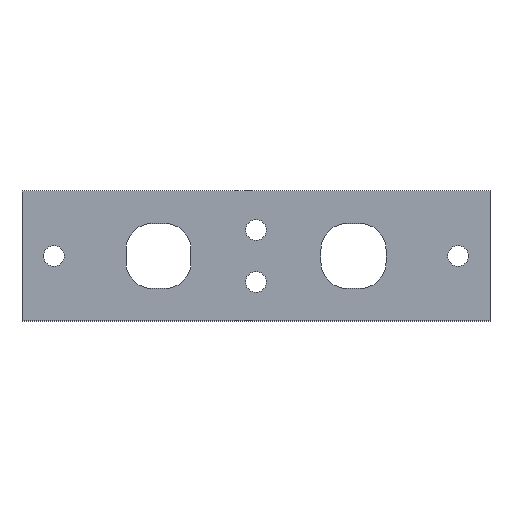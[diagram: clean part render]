
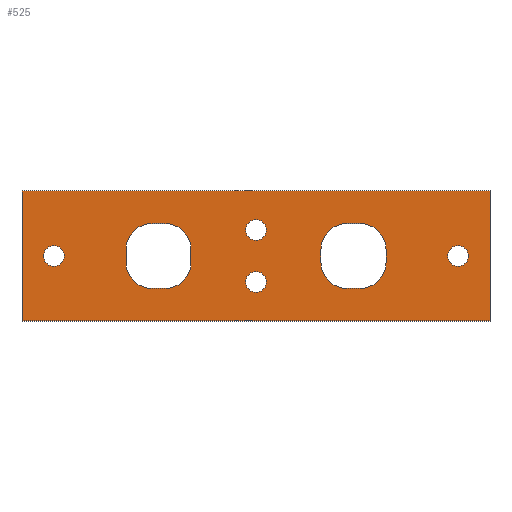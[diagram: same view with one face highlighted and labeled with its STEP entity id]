
A CAD part, top view. The second image highlights one B-rep face of the part: STEP entity #525.
In plain terms, the highlighted planar face has unit normal (0, 0, 1).
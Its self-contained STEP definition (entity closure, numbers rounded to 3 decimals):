
#15=FACE_BOUND('',#92,.T.);
#16=FACE_BOUND('',#93,.T.);
#17=FACE_BOUND('',#94,.T.);
#18=FACE_BOUND('',#95,.T.);
#19=FACE_BOUND('',#96,.T.);
#20=FACE_BOUND('',#97,.T.);
#39=PLANE('',#598);
#65=FACE_OUTER_BOUND('',#91,.T.);
#91=EDGE_LOOP('',(#441,#442,#443,#444));
#92=EDGE_LOOP('',(#445,#446,#447,#448,#449,#450,#451,#452));
#93=EDGE_LOOP('',(#453,#454,#455,#456,#457,#458,#459,#460));
#94=EDGE_LOOP('',(#461));
#95=EDGE_LOOP('',(#462));
#96=EDGE_LOOP('',(#463));
#97=EDGE_LOOP('',(#464));
#107=LINE('',#762,#155);
#111=LINE('',#774,#159);
#115=LINE('',#786,#163);
#119=LINE('',#797,#167);
#123=LINE('',#810,#171);
#127=LINE('',#822,#175);
#131=LINE('',#834,#179);
#135=LINE('',#845,#183);
#141=LINE('',#874,#189);
#145=LINE('',#882,#193);
#148=LINE('',#888,#196);
#151=LINE('',#893,#199);
#155=VECTOR('',#612,10.);
#159=VECTOR('',#624,10.);
#163=VECTOR('',#636,10.);
#167=VECTOR('',#648,10.);
#171=VECTOR('',#660,10.);
#175=VECTOR('',#672,10.);
#179=VECTOR('',#684,10.);
#183=VECTOR('',#696,10.);
#189=VECTOR('',#728,10.);
#193=VECTOR('',#734,10.);
#196=VECTOR('',#739,10.);
#199=VECTOR('',#744,10.);
#201=CIRCLE('',#551,4.);
#203=CIRCLE('',#555,4.);
#205=CIRCLE('',#559,4.);
#207=CIRCLE('',#563,4.);
#209=CIRCLE('',#567,4.);
#211=CIRCLE('',#571,4.);
#213=CIRCLE('',#575,4.);
#215=CIRCLE('',#579,4.);
#218=CIRCLE('',#584,1.6);
#220=CIRCLE('',#587,1.6);
#222=CIRCLE('',#590,1.6);
#224=CIRCLE('',#593,1.6);
#225=VERTEX_POINT('',#752);
#226=VERTEX_POINT('',#753);
#229=VERTEX_POINT('',#761);
#231=VERTEX_POINT('',#767);
#233=VERTEX_POINT('',#773);
#235=VERTEX_POINT('',#779);
#237=VERTEX_POINT('',#785);
#239=VERTEX_POINT('',#791);
#241=VERTEX_POINT('',#800);
#242=VERTEX_POINT('',#801);
#245=VERTEX_POINT('',#809);
#247=VERTEX_POINT('',#815);
#249=VERTEX_POINT('',#821);
#251=VERTEX_POINT('',#827);
#253=VERTEX_POINT('',#833);
#255=VERTEX_POINT('',#839);
#258=VERTEX_POINT('',#850);
#260=VERTEX_POINT('',#856);
#262=VERTEX_POINT('',#862);
#264=VERTEX_POINT('',#868);
#265=VERTEX_POINT('',#872);
#266=VERTEX_POINT('',#873);
#269=VERTEX_POINT('',#881);
#271=VERTEX_POINT('',#887);
#273=EDGE_CURVE('',#225,#226,#201,.T.);
#277=EDGE_CURVE('',#229,#225,#107,.T.);
#280=EDGE_CURVE('',#231,#229,#203,.T.);
#283=EDGE_CURVE('',#233,#231,#111,.T.);
#286=EDGE_CURVE('',#235,#233,#205,.T.);
#289=EDGE_CURVE('',#237,#235,#115,.T.);
#292=EDGE_CURVE('',#239,#237,#207,.T.);
#295=EDGE_CURVE('',#226,#239,#119,.T.);
#297=EDGE_CURVE('',#241,#242,#209,.T.);
#301=EDGE_CURVE('',#245,#241,#123,.T.);
#304=EDGE_CURVE('',#247,#245,#211,.T.);
#307=EDGE_CURVE('',#249,#247,#127,.T.);
#310=EDGE_CURVE('',#251,#249,#213,.T.);
#313=EDGE_CURVE('',#253,#251,#131,.T.);
#316=EDGE_CURVE('',#255,#253,#215,.T.);
#319=EDGE_CURVE('',#242,#255,#135,.T.);
#323=EDGE_CURVE('',#258,#258,#218,.T.);
#326=EDGE_CURVE('',#260,#260,#220,.T.);
#329=EDGE_CURVE('',#262,#262,#222,.T.);
#332=EDGE_CURVE('',#264,#264,#224,.T.);
#333=EDGE_CURVE('',#265,#266,#141,.T.);
#337=EDGE_CURVE('',#266,#269,#145,.T.);
#340=EDGE_CURVE('',#269,#271,#148,.T.);
#343=EDGE_CURVE('',#271,#265,#151,.T.);
#441=ORIENTED_EDGE('',*,*,#333,.F.);
#442=ORIENTED_EDGE('',*,*,#343,.F.);
#443=ORIENTED_EDGE('',*,*,#340,.F.);
#444=ORIENTED_EDGE('',*,*,#337,.F.);
#445=ORIENTED_EDGE('',*,*,#273,.T.);
#446=ORIENTED_EDGE('',*,*,#295,.T.);
#447=ORIENTED_EDGE('',*,*,#292,.T.);
#448=ORIENTED_EDGE('',*,*,#289,.T.);
#449=ORIENTED_EDGE('',*,*,#286,.T.);
#450=ORIENTED_EDGE('',*,*,#283,.T.);
#451=ORIENTED_EDGE('',*,*,#280,.T.);
#452=ORIENTED_EDGE('',*,*,#277,.T.);
#453=ORIENTED_EDGE('',*,*,#297,.T.);
#454=ORIENTED_EDGE('',*,*,#319,.T.);
#455=ORIENTED_EDGE('',*,*,#316,.T.);
#456=ORIENTED_EDGE('',*,*,#313,.T.);
#457=ORIENTED_EDGE('',*,*,#310,.T.);
#458=ORIENTED_EDGE('',*,*,#307,.T.);
#459=ORIENTED_EDGE('',*,*,#304,.T.);
#460=ORIENTED_EDGE('',*,*,#301,.T.);
#461=ORIENTED_EDGE('',*,*,#323,.T.);
#462=ORIENTED_EDGE('',*,*,#326,.T.);
#463=ORIENTED_EDGE('',*,*,#329,.T.);
#464=ORIENTED_EDGE('',*,*,#332,.T.);
#525=ADVANCED_FACE('',(#65,#15,#16,#17,#18,#19,#20),#39,.T.);
#551=AXIS2_PLACEMENT_3D('',#754,#604,#605);
#555=AXIS2_PLACEMENT_3D('',#768,#617,#618);
#559=AXIS2_PLACEMENT_3D('',#780,#629,#630);
#563=AXIS2_PLACEMENT_3D('',#792,#641,#642);
#567=AXIS2_PLACEMENT_3D('',#802,#652,#653);
#571=AXIS2_PLACEMENT_3D('',#816,#665,#666);
#575=AXIS2_PLACEMENT_3D('',#828,#677,#678);
#579=AXIS2_PLACEMENT_3D('',#840,#689,#690);
#584=AXIS2_PLACEMENT_3D('',#852,#703,#704);
#587=AXIS2_PLACEMENT_3D('',#858,#710,#711);
#590=AXIS2_PLACEMENT_3D('',#864,#717,#718);
#593=AXIS2_PLACEMENT_3D('',#870,#724,#725);
#598=AXIS2_PLACEMENT_3D('',#895,#746,#747);
#604=DIRECTION('center_axis',(0.,0.,-1.));
#605=DIRECTION('ref_axis',(-1.,0.,0.));
#612=DIRECTION('',(-1.,0.,0.));
#617=DIRECTION('center_axis',(0.,0.,-1.));
#618=DIRECTION('ref_axis',(0.,-1.,0.));
#624=DIRECTION('',(0.,-1.,0.));
#629=DIRECTION('center_axis',(0.,0.,-1.));
#630=DIRECTION('ref_axis',(1.,0.,0.));
#636=DIRECTION('',(1.,0.,0.));
#641=DIRECTION('center_axis',(0.,0.,-1.));
#642=DIRECTION('ref_axis',(0.,1.,0.));
#648=DIRECTION('',(0.,1.,0.));
#652=DIRECTION('center_axis',(0.,0.,-1.));
#653=DIRECTION('ref_axis',(0.,-1.,0.));
#660=DIRECTION('',(0.,1.,0.));
#665=DIRECTION('center_axis',(0.,0.,-1.));
#666=DIRECTION('ref_axis',(1.,0.,0.));
#672=DIRECTION('',(-1.,0.,0.));
#677=DIRECTION('center_axis',(0.,0.,-1.));
#678=DIRECTION('ref_axis',(0.,1.,0.));
#684=DIRECTION('',(0.,-1.,0.));
#689=DIRECTION('center_axis',(0.,0.,-1.));
#690=DIRECTION('ref_axis',(-1.,0.,0.));
#696=DIRECTION('',(1.,0.,0.));
#703=DIRECTION('center_axis',(0.,0.,-1.));
#704=DIRECTION('ref_axis',(-1.,0.,0.));
#710=DIRECTION('center_axis',(0.,0.,-1.));
#711=DIRECTION('ref_axis',(-1.,0.,0.));
#717=DIRECTION('center_axis',(0.,0.,-1.));
#718=DIRECTION('ref_axis',(-1.,0.,0.));
#724=DIRECTION('center_axis',(0.,0.,-1.));
#725=DIRECTION('ref_axis',(-1.,0.,0.));
#728=DIRECTION('',(0.,-1.,0.));
#734=DIRECTION('',(-1.,0.,0.));
#739=DIRECTION('',(0.,1.,0.));
#744=DIRECTION('',(1.,0.,0.));
#746=DIRECTION('center_axis',(0.,0.,1.));
#747=DIRECTION('ref_axis',(1.,0.,0.));
#752=CARTESIAN_POINT('',(-16.,-5.,1.));
#753=CARTESIAN_POINT('',(-20.,-1.,1.));
#754=CARTESIAN_POINT('Origin',(-16.,-1.,1.));
#761=CARTESIAN_POINT('',(-14.,-5.,1.));
#762=CARTESIAN_POINT('',(-7.,-5.,1.));
#767=CARTESIAN_POINT('',(-10.,-1.,1.));
#768=CARTESIAN_POINT('Origin',(-14.,-1.,1.));
#773=CARTESIAN_POINT('',(-10.,1.,1.));
#774=CARTESIAN_POINT('',(-10.,0.5,1.));
#779=CARTESIAN_POINT('',(-14.,5.,1.));
#780=CARTESIAN_POINT('Origin',(-14.,1.,1.));
#785=CARTESIAN_POINT('',(-16.,5.,1.));
#786=CARTESIAN_POINT('',(-8.,5.,1.));
#791=CARTESIAN_POINT('',(-20.,1.,1.));
#792=CARTESIAN_POINT('Origin',(-16.,1.,1.));
#797=CARTESIAN_POINT('',(-20.,-0.5,1.));
#800=CARTESIAN_POINT('',(10.,1.,1.));
#801=CARTESIAN_POINT('',(14.,5.,1.));
#802=CARTESIAN_POINT('Origin',(14.,1.,1.));
#809=CARTESIAN_POINT('',(10.,-1.,1.));
#810=CARTESIAN_POINT('',(10.,-0.5,1.));
#815=CARTESIAN_POINT('',(14.,-5.,1.));
#816=CARTESIAN_POINT('Origin',(14.,-1.,1.));
#821=CARTESIAN_POINT('',(16.,-5.,1.));
#822=CARTESIAN_POINT('',(8.,-5.,1.));
#827=CARTESIAN_POINT('',(20.,-1.,1.));
#828=CARTESIAN_POINT('Origin',(16.,-1.,1.));
#833=CARTESIAN_POINT('',(20.,1.,1.));
#834=CARTESIAN_POINT('',(20.,0.5,1.));
#839=CARTESIAN_POINT('',(16.,5.,1.));
#840=CARTESIAN_POINT('Origin',(16.,1.,1.));
#845=CARTESIAN_POINT('',(7.,5.,1.));
#850=CARTESIAN_POINT('',(1.6,-4.,1.));
#852=CARTESIAN_POINT('Origin',(0.,-4.,1.));
#856=CARTESIAN_POINT('',(1.6,4.,1.));
#858=CARTESIAN_POINT('Origin',(0.,4.,1.));
#862=CARTESIAN_POINT('',(-29.5,0.,1.));
#864=CARTESIAN_POINT('Origin',(-31.1,0.,1.));
#868=CARTESIAN_POINT('',(32.7,0.,1.));
#870=CARTESIAN_POINT('Origin',(31.1,0.,1.));
#872=CARTESIAN_POINT('',(36.,10.,1.));
#873=CARTESIAN_POINT('',(36.,-10.,1.));
#874=CARTESIAN_POINT('',(36.,10.,1.));
#881=CARTESIAN_POINT('',(-36.,-10.,1.));
#882=CARTESIAN_POINT('',(36.,-10.,1.));
#887=CARTESIAN_POINT('',(-36.,10.,1.));
#888=CARTESIAN_POINT('',(-36.,-10.,1.));
#893=CARTESIAN_POINT('',(-36.,10.,1.));
#895=CARTESIAN_POINT('Origin',(0.,0.,
1.));
